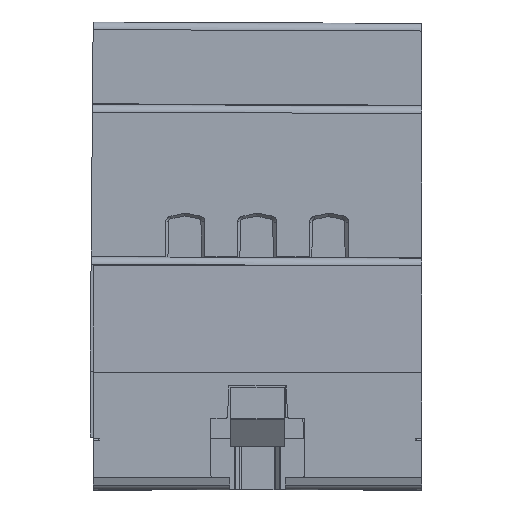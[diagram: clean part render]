
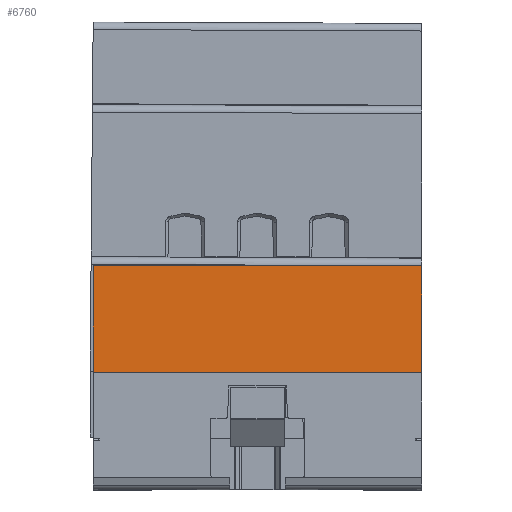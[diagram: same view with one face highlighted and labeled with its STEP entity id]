
A CAD part, front view. The second image highlights one B-rep face of the part: STEP entity #6760.
In plain terms, the highlighted planar face has unit normal (0, -1, 0.004).
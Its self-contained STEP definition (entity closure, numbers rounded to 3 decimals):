
#5946=B_SPLINE_CURVE_WITH_KNOTS('',3,(#32700,#32701,#32702,#32703),
 .UNSPECIFIED.,.F.,.F.,(4,4),(0.,1.),.UNSPECIFIED.);
#5947=B_SPLINE_CURVE_WITH_KNOTS('',3,(#32705,#32706,#32707,#32708),
 .UNSPECIFIED.,.F.,.F.,(4,4),(0.,1.),.UNSPECIFIED.);
#5948=B_SPLINE_CURVE_WITH_KNOTS('',3,(#32710,#32711,#32712,#32713),
 .UNSPECIFIED.,.F.,.F.,(4,4),(0.,1.),.UNSPECIFIED.);
#5949=B_SPLINE_CURVE_WITH_KNOTS('',3,(#32715,#32716,#32717,#32718),
 .UNSPECIFIED.,.F.,.F.,(4,4),(0.,1.),.UNSPECIFIED.);
#6179=PLANE('',#25183);
#6760=ADVANCED_FACE('NONE',(#8080),#6179,.F.);
#8080=FACE_OUTER_BOUND('',#9010,.T.);
#9010=EDGE_LOOP('',(#11125,#11126,#11127,#11128,#11129,#11130));
#11125=ORIENTED_EDGE('',*,*,#18237,.F.);
#11126=ORIENTED_EDGE('',*,*,#18238,.F.);
#11127=ORIENTED_EDGE('',*,*,#18239,.F.);
#11128=ORIENTED_EDGE('',*,*,#18240,.F.);
#11129=ORIENTED_EDGE('',*,*,#18241,.F.);
#11130=ORIENTED_EDGE('',*,*,#18242,.F.);
#16353=VERTEX_POINT('',#32575);
#16401=VERTEX_POINT('',#32697);
#16402=VERTEX_POINT('',#32699);
#16403=VERTEX_POINT('',#32704);
#16404=VERTEX_POINT('',#32709);
#16405=VERTEX_POINT('',#32714);
#18237=EDGE_CURVE('NONE',#16401,#16353,#20840,.T.);
#18238=EDGE_CURVE('NONE',#16402,#16401,#20841,.T.);
#18239=EDGE_CURVE('NONE',#16403,#16402,#5946,.T.);
#18240=EDGE_CURVE('',#16404,#16403,#5947,.T.);
#18241=EDGE_CURVE('',#16405,#16404,#5948,.T.);
#18242=EDGE_CURVE('',#16353,#16405,#5949,.T.);
#20840=LINE('',#32696,#22571);
#20841=LINE('',#32698,#22572);
#22571=VECTOR('',#27299,1.);
#22572=VECTOR('',#27300,1.);
#25183=AXIS2_PLACEMENT_3D('',#32719,#27301,#27302);
#27299=DIRECTION('',(-1.,0.,0.));
#27300=DIRECTION('',(0.,-0.004,-1.));
#27301=DIRECTION('',(0.,1.,-0.004));
#27302=DIRECTION('',(0.,-0.004,-1.));
#32575=CARTESIAN_POINT('',(0.4,0.,15.5));
#32696=CARTESIAN_POINT('',(25.63,0.,15.5));
#32697=CARTESIAN_POINT('',(43.8,0.,15.5));
#32698=CARTESIAN_POINT('',(43.8,0.062,29.604));
#32699=CARTESIAN_POINT('',(43.8,0.062,29.604));
#32700=CARTESIAN_POINT('',(43.761,0.062,29.604));
#32701=CARTESIAN_POINT('',(43.774,0.062,29.604));
#32702=CARTESIAN_POINT('',(43.787,0.062,29.604));
#32703=CARTESIAN_POINT('',(43.8,0.062,29.604));
#32704=CARTESIAN_POINT('',(43.761,0.062,29.604));
#32705=CARTESIAN_POINT('',(0.4,0.061,29.604));
#32706=CARTESIAN_POINT('',(14.853,0.061,29.604));
#32707=CARTESIAN_POINT('',(29.307,0.061,29.604));
#32708=CARTESIAN_POINT('',(43.761,0.062,29.604));
#32709=CARTESIAN_POINT('',(0.4,0.061,29.604));
#32710=CARTESIAN_POINT('',(0.4,0.,15.689));
#32711=CARTESIAN_POINT('',(0.4,0.02,20.328));
#32712=CARTESIAN_POINT('',(0.4,0.04,24.966));
#32713=CARTESIAN_POINT('',(0.4,0.061,29.604));
#32714=CARTESIAN_POINT('',(0.4,0.,15.689));
#32715=CARTESIAN_POINT('',(0.4,0.001,15.5));
#32716=CARTESIAN_POINT('',(0.4,0.001,15.563));
#32717=CARTESIAN_POINT('',(0.4,0.,15.626));
#32718=CARTESIAN_POINT('',(0.4,0.,15.689));
#32719=CARTESIAN_POINT('',(0.4,0.062,29.604));
